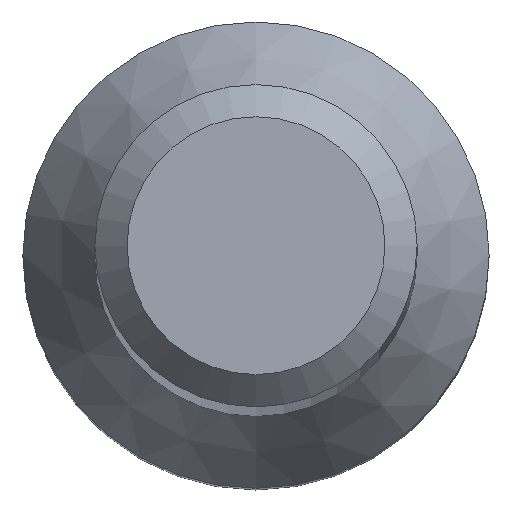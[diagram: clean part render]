
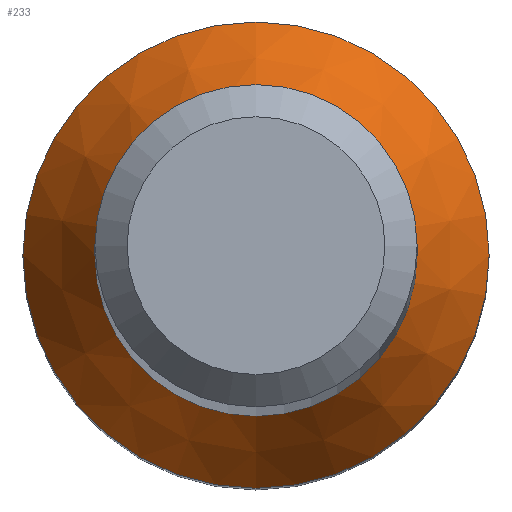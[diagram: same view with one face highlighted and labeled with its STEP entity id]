
A CAD part, top view. The second image highlights one B-rep face of the part: STEP entity #233.
In plain terms, the highlighted conical face has half-angle 30 degrees and reference radius 2.894 mm.
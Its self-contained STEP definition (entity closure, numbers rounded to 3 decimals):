
#13 = VERTEX_POINT ( 'NONE', #219 ) ;
#29 = CARTESIAN_POINT ( 'NONE',  ( 0., 0., 13.992 ) ) ;
#31 = DIRECTION ( 'NONE',  ( 0., 0., -1. ) ) ;
#32 = AXIS2_PLACEMENT_3D ( 'NONE', #216, #50, #89 ) ;
#37 = CONICAL_SURFACE ( 'NONE', #32, 2.894, 0.524 ) ;
#45 = CIRCLE ( 'NONE', #207, 2.894 ) ;
#50 = DIRECTION ( 'NONE',  ( 0., 0., -1. ) ) ;
#57 = ORIENTED_EDGE ( 'NONE', *, *, #121, .F. ) ;
#60 = CARTESIAN_POINT ( 'NONE',  ( 0., 2.894, 12.443 ) ) ;
#68 = FACE_OUTER_BOUND ( 'NONE', #186, .T. ) ;
#80 = DIRECTION ( 'NONE',  ( 0., 1., 0. ) ) ;
#83 = EDGE_LOOP ( 'NONE', ( #204 ) ) ;
#89 = DIRECTION ( 'NONE',  ( 0., 1., 0. ) ) ;
#91 = DIRECTION ( 'NONE',  ( 0., 1., 0. ) ) ;
#99 = CARTESIAN_POINT ( 'NONE',  ( 0., 0., 12.443 ) ) ;
#121 = EDGE_CURVE ( 'NONE', #238, #238, #45, .T. ) ;
#135 = DIRECTION ( 'NONE',  ( 0., 0., -1. ) ) ;
#156 = EDGE_CURVE ( 'NONE', #13, #13, #181, .T. ) ;
#162 = AXIS2_PLACEMENT_3D ( 'NONE', #29, #31, #91 ) ;
#181 = CIRCLE ( 'NONE', #162, 2. ) ;
#186 = EDGE_LOOP ( 'NONE', ( #57 ) ) ;
#198 = FACE_BOUND ( 'NONE', #83, .T. ) ;
#204 = ORIENTED_EDGE ( 'NONE', *, *, #156, .T. ) ;
#207 = AXIS2_PLACEMENT_3D ( 'NONE', #99, #135, #80 ) ;
#216 = CARTESIAN_POINT ( 'NONE',  ( 0., 0., 12.443 ) ) ;
#219 = CARTESIAN_POINT ( 'NONE',  ( 0., 2., 13.992 ) ) ;
#233 = ADVANCED_FACE ( 'NONE', ( #198, #68 ), #37, .T. ) ;
#238 = VERTEX_POINT ( 'NONE', #60 ) ;
